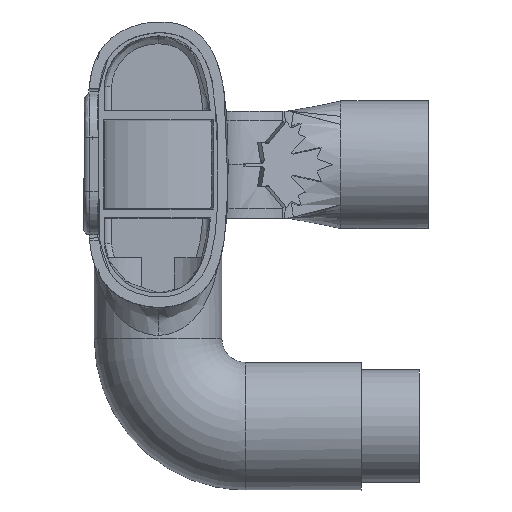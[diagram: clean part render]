
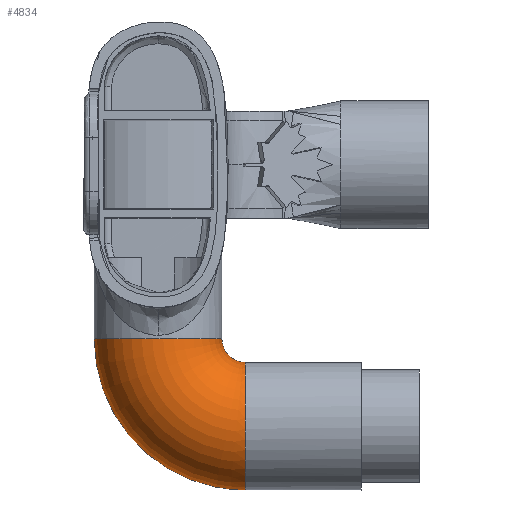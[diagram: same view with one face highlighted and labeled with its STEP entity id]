
A CAD part, top view. The second image highlights one B-rep face of the part: STEP entity #4834.
In plain terms, the highlighted toroidal (fillet/blend) face has major radius 15 mm and minor radius 11 mm.
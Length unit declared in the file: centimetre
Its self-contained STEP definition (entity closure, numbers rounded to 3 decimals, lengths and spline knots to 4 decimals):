
#13=TOROIDAL_SURFACE($,#5128,1.5,1.1);
#50=FACE_BOUND($,#847,.T.);
#130=CIRCLE($,#5100,1.1);
#135=CIRCLE($,#5129,1.1);
#569=FACE_OUTER_BOUND($,#846,.T.);
#846=EDGE_LOOP($,(#4280));
#847=EDGE_LOOP($,(#4281));
#2211=VERTEX_POINT($,#11031);
#2268=VERTEX_POINT($,#12196);
#2878=EDGE_CURVE($,#2211,#2211,#130,.T.);
#2980=EDGE_CURVE($,#2268,#2268,#135,.T.);
#4280=ORIENTED_EDGE($,*,*,#2980,.T.);
#4281=ORIENTED_EDGE($,*,*,#2878,.F.);
#4834=ADVANCED_FACE($,(#569,#50),#13,.T.);
#5100=AXIS2_PLACEMENT_3D($,#11032,#5790,#5791);
#5128=AXIS2_PLACEMENT_3D($,#12195,#5888,#5889);
#5129=AXIS2_PLACEMENT_3D($,#12197,#5890,#5891);
#5790=DIRECTION('center_axis',(1.,0.,0.));
#5791=DIRECTION('ref_axis',(0.,0.891,-0.454));
#5888=DIRECTION('center_axis',(0.,0.,
1.));
#5889=DIRECTION('ref_axis',(-1.,0.,0.));
#5890=DIRECTION('center_axis',(0.,-1.,0.));
#5891=DIRECTION('ref_axis',(0.707,0.,-0.707));
#11031=CARTESIAN_POINT('',(-13.4768,8.4583,-3.5521));
#11032=CARTESIAN_POINT('Origin',(-13.4768,8.0001,-2.5521));
#12195=CARTESIAN_POINT('Origin',(-13.4768,9.5001,-2.5521));
#12196=CARTESIAN_POINT('',(-14.9768,9.5001,-3.6521));
#12197=CARTESIAN_POINT('Origin',(-14.9768,9.5001,-2.5521));
